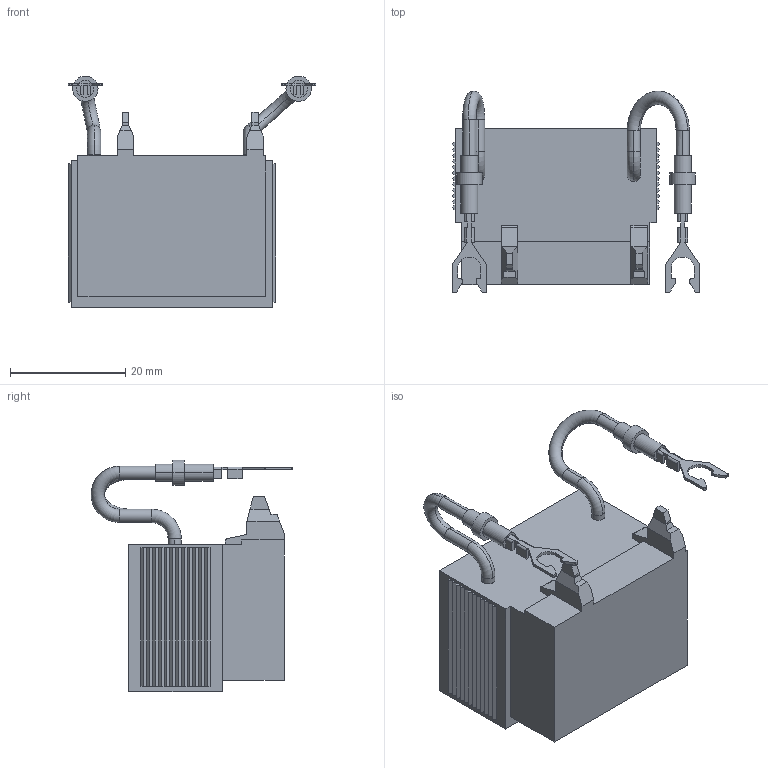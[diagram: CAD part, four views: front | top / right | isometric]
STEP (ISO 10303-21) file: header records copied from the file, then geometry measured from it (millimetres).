
FILE_DESCRIPTION(('STEP AP214'),'1');
FILE_NAME('cctmp_0B840353-09F8-4DE5-9143-89A38FFA7440_2023_07_24_18_52_20_0149..stp','2023-07-24T16:52:20',('SIEMENS A&D'),('CADClick - www.CADClick.com'),'Spatial InterOp 3D postprocessed',' ','unknown authorization');
FILE_SCHEMA(('AUTOMOTIVE_DESIGN'));
Length unit declared in the file: millimetre
Products named in the file (1): 2023_07_24_18_52_20_0118
Bounding box: 43 x 34.99 x 40.2 mm (x, y, z)
Volume: 23770.8 mm3; surface area: 6404.3 mm2
Topology: 1 solids, 1 shells, 738 faces, 2005 edges, 1306 vertices
Faces by surface type: plane 626, cylinder 104, torus 8
Entity records: 25109 total; most frequent: CARTESIAN_POINT 4050, ORIENTED_EDGE 4010, DIRECTION 3711, EDGE_CURVE 2005, LINE 1777, VECTOR 1777, VERTEX_POINT 1306, AXIS2_PLACEMENT_3D 967
